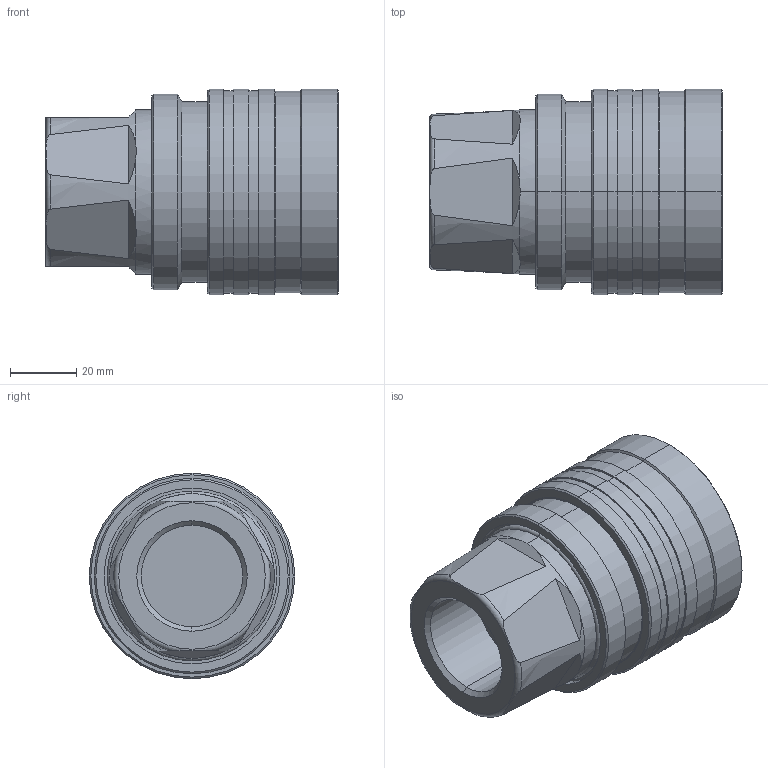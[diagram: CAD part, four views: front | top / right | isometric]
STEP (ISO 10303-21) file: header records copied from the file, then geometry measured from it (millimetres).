
FILE_DESCRIPTION (( 'STEP AP214' ), '1' );
FILE_NAME ('10011-QC.STEP', '2015-09-04T07:19:19', ( 'admin' ), ( 'Microsoft' ), 'SwSTEP 2.0', 'SolidWorks 2009', '' );
FILE_SCHEMA (( 'AUTOMOTIVE_DESIGN' ));
Length unit declared in the file: millimetre
Products named in the file (1): 10011-QC
Bounding box: 88.3 x 62 x 62 mm (x, y, z)
Volume: 149827.7 mm3; surface area: 32608.2 mm2
Topology: 1 solids, 1 shells, 148 faces, 314 edges, 190 vertices
Faces by surface type: cone 50, cylinder 44, plane 36, torus 18
Entity records: 5873 total; most frequent: CARTESIAN_POINT 981, DIRECTION 752, ORIENTED_EDGE 628, AXIS2_PLACEMENT_3D 329, EDGE_CURVE 314, VERTEX_POINT 190, CIRCLE 180, EDGE_LOOP 170
